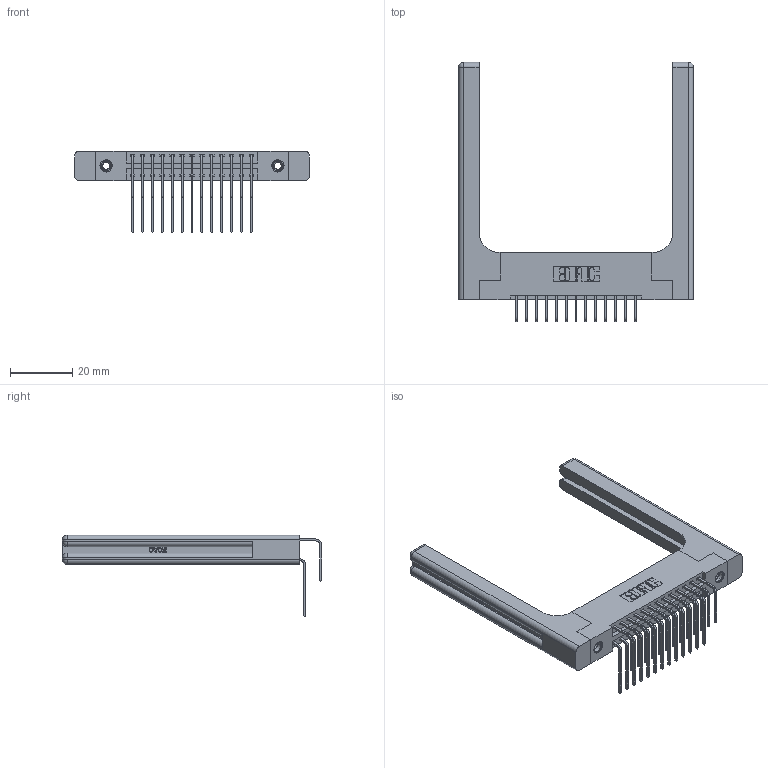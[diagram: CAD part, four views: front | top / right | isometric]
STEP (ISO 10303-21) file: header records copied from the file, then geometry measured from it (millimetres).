
FILE_DESCRIPTION (( 'STEP AP203' ), '1' );
FILE_NAME ('396-026-558-258.STEP', '2019-11-02T15:24:35', ( '' ), ( '' ), 'SwSTEP 2.0', 'SolidWorks 2016', '' );
FILE_SCHEMA (( 'CONFIG_CONTROL_DESIGN' ));
Length unit declared in the file: inch
Products named in the file (6): 346-220-058_345-220-058; 346 Part_Flush Mounting Lugs - 0.156 Dia-TH; 396-026-558-258; 345-250-001_345-250-001-102; 345-292-001_558 Tail - 2; 345-292-001_558 559 Tail - 1
Assembly tree (31 placements, depth 2):
  396-026-558-258
    346 Part_Flush Mounting Lugs - 0.156 Dia-TH
    345-292-001_558 559 Tail - 1  x13
    345-292-001_558 Tail - 2  x13
    345-250-001_345-250-001-102  x2
    346-220-058_345-220-058  x2
Bounding box: 75.34 x 83.12 x 26.16 mm (x, y, z)
Volume: 14765.2 mm3; surface area: 15231 mm2
Topology: 31 solids, 31 shells, 1782 faces, 5181 edges, 3398 vertices
Faces by surface type: plane 1186, cylinder 536, bspline 36, cone 12, sphere 8, torus 4
Entity records: 19354 total; most frequent: CARTESIAN_POINT 4288, ORIENTED_EDGE 2968, DIRECTION 2736, EDGE_CURVE 1484, LINE 1168, VECTOR 1168, VERTEX_POINT 978, AXIS2_PLACEMENT_3D 784
